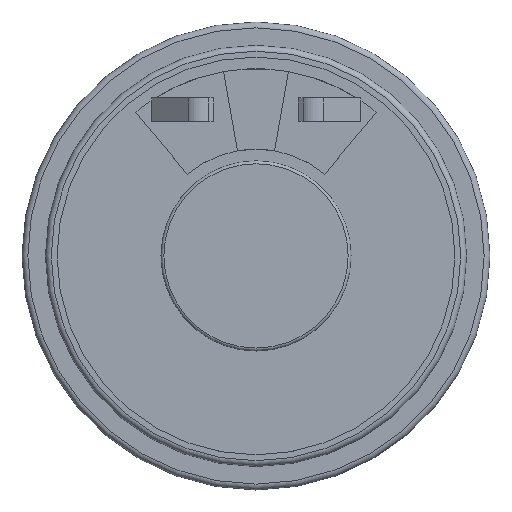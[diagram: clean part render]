
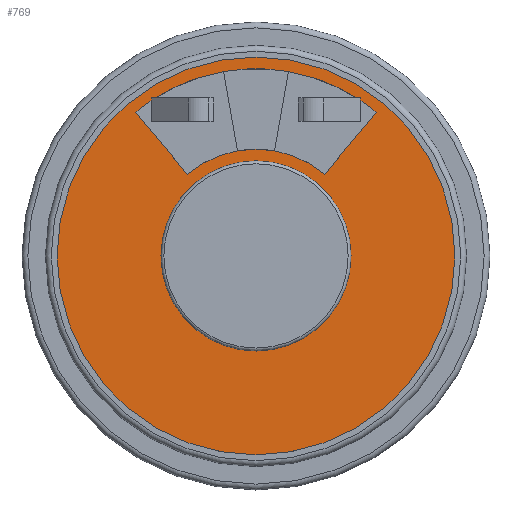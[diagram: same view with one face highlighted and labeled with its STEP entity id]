
A CAD part, top view. The second image highlights one B-rep face of the part: STEP entity #769.
In plain terms, the highlighted planar face has unit normal (0, 0, 1).
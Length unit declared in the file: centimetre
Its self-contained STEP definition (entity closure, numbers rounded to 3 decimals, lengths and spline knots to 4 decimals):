
#119=CIRCLE('',#808,1.6);
#120=CIRCLE('',#811,0.9125);
#127=CIRCLE('',#825,0.8125);
#135=CIRCLE('',#841,1.7);
#194=VERTEX_POINT('',#1152);
#195=VERTEX_POINT('',#1154);
#196=VERTEX_POINT('',#1158);
#197=VERTEX_POINT('',#1162);
#204=VERTEX_POINT('',#1185);
#212=VERTEX_POINT('',#1209);
#268=VECTOR('',#956,1.);
#270=VECTOR('',#963,1.);
#326=LINE('',#1159,#268);
#328=LINE('',#1165,#270);
#398=EDGE_CURVE('',#195,#194,#119,.T.);
#401=EDGE_CURVE('',#194,#196,#326,.T.);
#403=EDGE_CURVE('',#196,#197,#120,.T.);
#404=EDGE_CURVE('',#197,#195,#328,.T.);
#411=EDGE_CURVE('',#204,#204,#127,.T.);
#419=EDGE_CURVE('',#212,#212,#135,.T.);
#598=ORIENTED_EDGE('',*,*,#401,.T.);
#599=ORIENTED_EDGE('',*,*,#403,.T.);
#600=ORIENTED_EDGE('',*,*,#404,.T.);
#601=ORIENTED_EDGE('',*,*,#398,.T.);
#602=ORIENTED_EDGE('',*,*,#411,.T.);
#603=ORIENTED_EDGE('',*,*,#419,.F.);
#661=EDGE_LOOP('',(#598,#599,#600,#601));
#662=EDGE_LOOP('',(#602));
#663=EDGE_LOOP('',(#603));
#721=FACE_BOUND('',#661,.T.);
#722=FACE_BOUND('',#662,.T.);
#723=FACE_BOUND('',#663,.T.);
#769=ADVANCED_FACE('',(#721,#722,#723),#1239,.T.);
#808=AXIS2_PLACEMENT_3D('',#1153,#951,#952);
#811=AXIS2_PLACEMENT_3D('',#1163,#960,#961);
#825=AXIS2_PLACEMENT_3D('',#1184,#985,#986);
#841=AXIS2_PLACEMENT_3D('',#1208,#1012,#1013);
#842=AXIS2_PLACEMENT_3D('',#1210,#1014,$);
#951=DIRECTION('',(0.,0.,-1.));
#952=DIRECTION('',(1.6,0.,0.));
#956=DIRECTION('',(-0.643,-0.766,0.));
#960=DIRECTION('',(0.,0.,1.));
#961=DIRECTION('',(0.913,0.,0.));
#963=DIRECTION('',(-0.643,0.766,0.));
#985=DIRECTION('',(0.,0.,-1.));
#986=DIRECTION('',(0.813,0.,0.));
#1012=DIRECTION('',(0.,0.,-1.));
#1013=DIRECTION('',(1.7,0.,0.));
#1014=DIRECTION('',(0.,0.,1.));
#1152=CARTESIAN_POINT('',(1.0285,1.2257,0.315));
#1153=CARTESIAN_POINT('',(0.,0.,0.315));
#1154=CARTESIAN_POINT('',(-1.0285,1.2257,0.315));
#1158=CARTESIAN_POINT('',(0.5865,0.699,0.315));
#1159=CARTESIAN_POINT('',(0.4038,0.4812,0.315));
#1162=CARTESIAN_POINT('',(-0.5865,0.699,0.315));
#1163=CARTESIAN_POINT('',(0.,0.,0.315));
#1165=CARTESIAN_POINT('',(-0.4038,0.4812,0.315));
#1184=CARTESIAN_POINT('',(0.,0.,0.315));
#1185=CARTESIAN_POINT('',(0.8125,0.,0.315));
#1208=CARTESIAN_POINT('',(0.,0.,0.315));
#1209=CARTESIAN_POINT('',(1.7,0.,0.315));
#1210=CARTESIAN_POINT('',(0.,0.,0.315));
#1239=PLANE('',#842);
